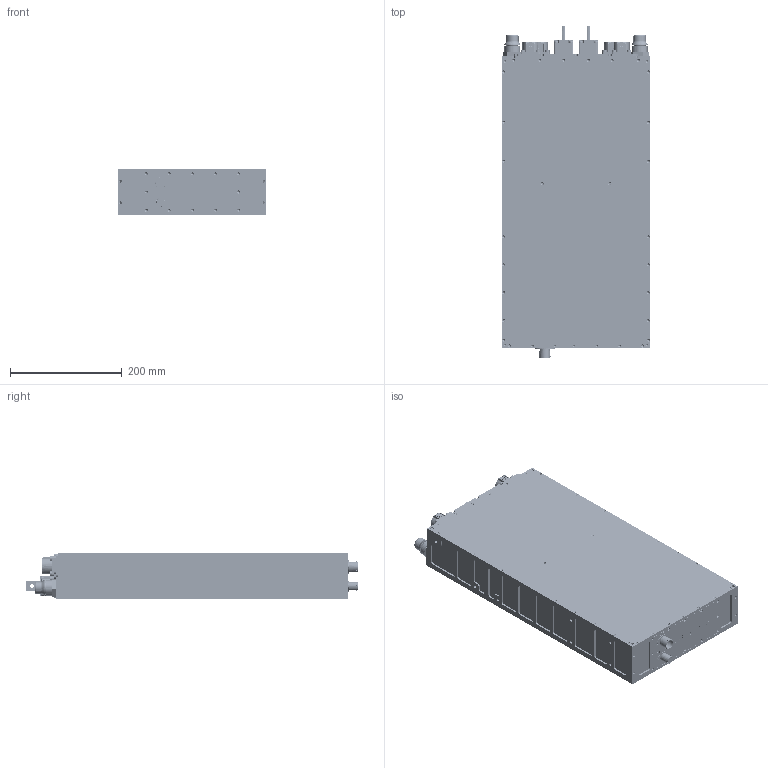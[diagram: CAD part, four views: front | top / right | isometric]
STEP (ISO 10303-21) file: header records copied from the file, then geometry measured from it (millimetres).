
FILE_DESCRIPTION (( 'STEP AP214' ), '1' );
FILE_NAME ('STEPBLV214.STEP', '2024-09-11T08:09:36', ( '' ), ( '' ), 'SwSTEP 2.0', 'SolidWorks 2019', '' );
FILE_SCHEMA (( 'AUTOMOTIVE_DESIGN' ));
Length unit declared in the file: millimetre
Products named in the file (21): Raccord Hydraulique NORMAQUICK PS3 M20x1.5; vis Torx TCBL_INOX_M4x10; SOURIAU_8STA-12-35PN; STEPBLV214; MAF_671; SEPHAT_joint torique_�18.1x1.6; Rondelle s�rie Z-M-L-LL_Inox_�4 s�rie Z Inox A4; stepMAF_938 boitier; MAF_723; KIT_017; AMPHENOL_PL00X-301-10M8; MAF_724; RS_196-4744; SOURIAU_8STA0-1035SN; MAF_965; vis Torx TCBL_INOX_M4x25; MAF_706; MAF_1030_FIRSTMODE; MAF_729_Joint connecteur bus barre_00; AMPHENOL_PL00Y-301-10M8
Assembly tree (74 placements, depth 3):
  STEPBLV214
    SOURIAU_8STA-12-35PN
    SOURIAU_8STA0-1035SN
    Raccord Hydraulique NORMAQUICK PS3 M20x1.5  x2
    stepMAF_938 boitier
    MAF_1030_FIRSTMODE
    KIT_017
      MAF_965
      vis Torx TCBL_INOX_M4x25  x4
      Rondelle s�rie Z-M-L-LL_Inox_�4 s�rie Z Inox A4  x4
      MAF_724
      MAF_729_Joint connecteur bus barre_00
      SEPHAT_joint torique_�18.1x1.6
      MAF_723
      RS_196-4744
    KIT_017
      MAF_965
      vis Torx TCBL_INOX_M4x25  x4
      Rondelle s�rie Z-M-L-LL_Inox_�4 s�rie Z Inox A4  x4
      MAF_724
      MAF_729_Joint connecteur bus barre_00
      SEPHAT_joint torique_�18.1x1.6
      MAF_723
      RS_196-4744
    MAF_706
    AMPHENOL_PL00X-301-10M8  x2
    AMPHENOL_PL00Y-301-10M8  x2
    vis Torx TCBL_INOX_M4x10  x16
    Rondelle s�rie Z-M-L-LL_Inox_�4 s�rie Z Inox A4  x16
    MAF_671
Bounding box: 266 x 594.11 x 82 mm (x, y, z)
Volume: 11410879.6 mm3; surface area: 966946.3 mm2
Topology: 75 solids, 107 shells, 6127 faces, 15557 edges, 9907 vertices
Faces by surface type: plane 2396, cylinder 2052, bspline 845, cone 546, torus 240, sphere 48
Entity records: 150253 total; most frequent: CARTESIAN_POINT 52918, ORIENTED_EDGE 19940, DIRECTION 17733, EDGE_CURVE 9970, VERTEX_POINT 6442, AXIS2_PLACEMENT_3D 6128, LINE 5477, VECTOR 5477
